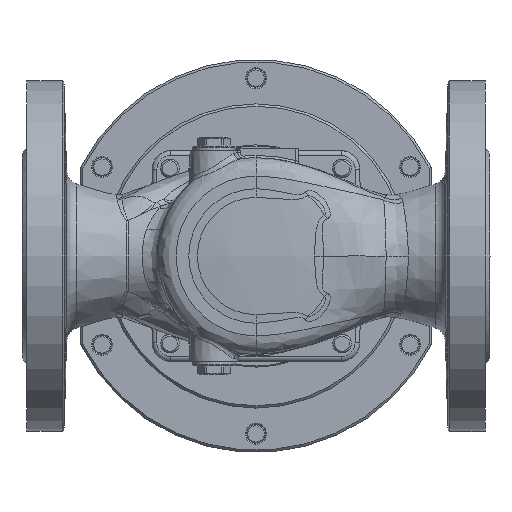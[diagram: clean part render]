
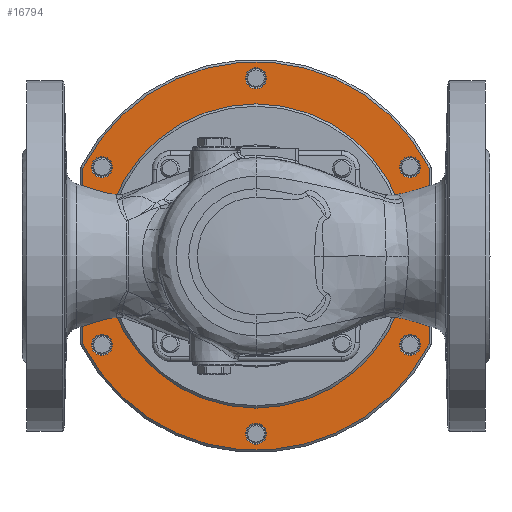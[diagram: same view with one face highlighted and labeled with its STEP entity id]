
A CAD part, front view. The second image highlights one B-rep face of the part: STEP entity #16794.
In plain terms, the highlighted planar face has unit normal (0, -1, 0).
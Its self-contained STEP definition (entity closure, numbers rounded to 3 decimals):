
#587=FACE_BOUND('',#3060,.T.);
#588=FACE_BOUND('',#3061,.T.);
#589=FACE_BOUND('',#3062,.T.);
#590=FACE_BOUND('',#3063,.T.);
#591=FACE_BOUND('',#3064,.T.);
#592=FACE_BOUND('',#3065,.T.);
#593=FACE_BOUND('',#3066,.T.);
#987=PLANE('',#18457);
#1955=FACE_OUTER_BOUND('',#3059,.T.);
#3059=EDGE_LOOP('',(#15220,#15221,#15222,#15223));
#3060=EDGE_LOOP('',(#15224));
#3061=EDGE_LOOP('',(#15225));
#3062=EDGE_LOOP('',(#15226));
#3063=EDGE_LOOP('',(#15227));
#3064=EDGE_LOOP('',(#15228));
#3065=EDGE_LOOP('',(#15229));
#3066=EDGE_LOOP('',(#15230));
#3873=CIRCLE('',#18456,4.5);
#3874=CIRCLE('',#18458,83.);
#3875=CIRCLE('',#18459,83.);
#3876=CIRCLE('',#18460,4.5);
#3877=CIRCLE('',#18461,4.5);
#3878=CIRCLE('',#18462,4.5);
#3879=CIRCLE('',#18463,65.);
#3880=CIRCLE('',#18464,4.5);
#3881=CIRCLE('',#18465,4.5);
#5451=LINE('',#46884,#6209);
#5452=LINE('',#46887,#6210);
#6209=VECTOR('',#22407,10.);
#6210=VECTOR('',#22410,10.);
#7797=VERTEX_POINT('',#46876);
#7798=VERTEX_POINT('',#46880);
#7799=VERTEX_POINT('',#46881);
#7800=VERTEX_POINT('',#46883);
#7801=VERTEX_POINT('',#46885);
#7802=VERTEX_POINT('',#46888);
#7803=VERTEX_POINT('',#46890);
#7804=VERTEX_POINT('',#46892);
#7805=VERTEX_POINT('',#46894);
#7806=VERTEX_POINT('',#46896);
#7807=VERTEX_POINT('',#46898);
#10292=EDGE_CURVE('',#7797,#7797,#3873,.T.);
#10293=EDGE_CURVE('',#7798,#7799,#3874,.T.);
#10294=EDGE_CURVE('',#7800,#7798,#5451,.T.);
#10295=EDGE_CURVE('',#7801,#7800,#3875,.T.);
#10296=EDGE_CURVE('',#7799,#7801,#5452,.T.);
#10297=EDGE_CURVE('',#7802,#7802,#3876,.T.);
#10298=EDGE_CURVE('',#7803,#7803,#3877,.T.);
#10299=EDGE_CURVE('',#7804,#7804,#3878,.T.);
#10300=EDGE_CURVE('',#7805,#7805,#3879,.T.);
#10301=EDGE_CURVE('',#7806,#7806,#3880,.T.);
#10302=EDGE_CURVE('',#7807,#7807,#3881,.T.);
#15220=ORIENTED_EDGE('',*,*,#10293,.F.);
#15221=ORIENTED_EDGE('',*,*,#10294,.F.);
#15222=ORIENTED_EDGE('',*,*,#10295,.F.);
#15223=ORIENTED_EDGE('',*,*,#10296,.F.);
#15224=ORIENTED_EDGE('',*,*,#10297,.F.);
#15225=ORIENTED_EDGE('',*,*,#10298,.F.);
#15226=ORIENTED_EDGE('',*,*,#10299,.F.);
#15227=ORIENTED_EDGE('',*,*,#10300,.F.);
#15228=ORIENTED_EDGE('',*,*,#10301,.F.);
#15229=ORIENTED_EDGE('',*,*,#10302,.F.);
#15230=ORIENTED_EDGE('',*,*,#10292,.F.);
#16794=ADVANCED_FACE('',(#1955,#587,#588,#589,#590,#591,#592,#593),#987,
 .F.);
#18456=AXIS2_PLACEMENT_3D('',#46878,#22401,#22402);
#18457=AXIS2_PLACEMENT_3D('',#46879,#22403,#22404);
#18458=AXIS2_PLACEMENT_3D('',#46882,#22405,#22406);
#18459=AXIS2_PLACEMENT_3D('',#46886,#22408,#22409);
#18460=AXIS2_PLACEMENT_3D('',#46889,#22411,#22412);
#18461=AXIS2_PLACEMENT_3D('',#46891,#22413,#22414);
#18462=AXIS2_PLACEMENT_3D('',#46893,#22415,#22416);
#18463=AXIS2_PLACEMENT_3D('',#46895,#22417,#22418);
#18464=AXIS2_PLACEMENT_3D('',#46897,#22419,#22420);
#18465=AXIS2_PLACEMENT_3D('',#46899,#22421,#22422);
#22401=DIRECTION('center_axis',(0.,-1.,0.));
#22402=DIRECTION('ref_axis',(0.,0.,
-1.));
#22403=DIRECTION('center_axis',(0.,1.,0.));
#22404=DIRECTION('ref_axis',(-1.,0.,0.));
#22405=DIRECTION('center_axis',(0.,1.,0.));
#22406=DIRECTION('ref_axis',(0.,0.,
1.));
#22407=DIRECTION('',(0.,0.,1.));
#22408=DIRECTION('center_axis',(0.,1.,0.));
#22409=DIRECTION('ref_axis',(0.,0.,
-1.));
#22410=DIRECTION('',(0.,0.,-1.));
#22411=DIRECTION('center_axis',(0.,-1.,0.));
#22412=DIRECTION('ref_axis',(0.,0.,
-1.));
#22413=DIRECTION('center_axis',(0.,-1.,0.));
#22414=DIRECTION('ref_axis',(0.,0.,
-1.));
#22415=DIRECTION('center_axis',(0.,-1.,0.));
#22416=DIRECTION('ref_axis',(0.,0.,
-1.));
#22417=DIRECTION('center_axis',(0.,-1.,0.));
#22418=DIRECTION('ref_axis',(0.,0.,
1.));
#22419=DIRECTION('center_axis',(0.,-1.,0.));
#22420=DIRECTION('ref_axis',(0.,0.,
-1.));
#22421=DIRECTION('center_axis',(0.,-1.,0.));
#22422=DIRECTION('ref_axis',(0.,0.,
-1.));
#46876=CARTESIAN_POINT('',(65.818,69.063,-33.5));
#46878=CARTESIAN_POINT('Origin',(65.818,69.063,-38.));
#46879=CARTESIAN_POINT('Origin',(0.,69.063,
-84.));
#46880=CARTESIAN_POINT('',(-74.,69.063,37.59));
#46881=CARTESIAN_POINT('',(74.,69.063,37.59));
#46882=CARTESIAN_POINT('Origin',(0.,69.063,
0.));
#46883=CARTESIAN_POINT('',(-74.,69.063,-37.59));
#46884=CARTESIAN_POINT('',(-74.,69.063,-41.786));
#46885=CARTESIAN_POINT('',(74.,69.063,-37.59));
#46886=CARTESIAN_POINT('Origin',(0.,69.063,
0.));
#46887=CARTESIAN_POINT('',(74.,69.063,-39.914));
#46888=CARTESIAN_POINT('',(65.818,69.063,42.5));
#46889=CARTESIAN_POINT('Origin',(65.818,69.063,38.));
#46890=CARTESIAN_POINT('',(-65.818,69.063,42.5));
#46891=CARTESIAN_POINT('Origin',(-65.818,69.063,38.));
#46892=CARTESIAN_POINT('',(0.,69.063,-71.5));
#46893=CARTESIAN_POINT('Origin',(0.,69.063,
-76.));
#46894=CARTESIAN_POINT('',(0.,69.063,65.));
#46895=CARTESIAN_POINT('Origin',(0.,69.063,
0.));
#46896=CARTESIAN_POINT('',(-65.818,69.063,-33.5));
#46897=CARTESIAN_POINT('Origin',(-65.818,69.063,-38.));
#46898=CARTESIAN_POINT('',(0.,69.063,80.5));
#46899=CARTESIAN_POINT('Origin',(0.,69.063,
76.));
